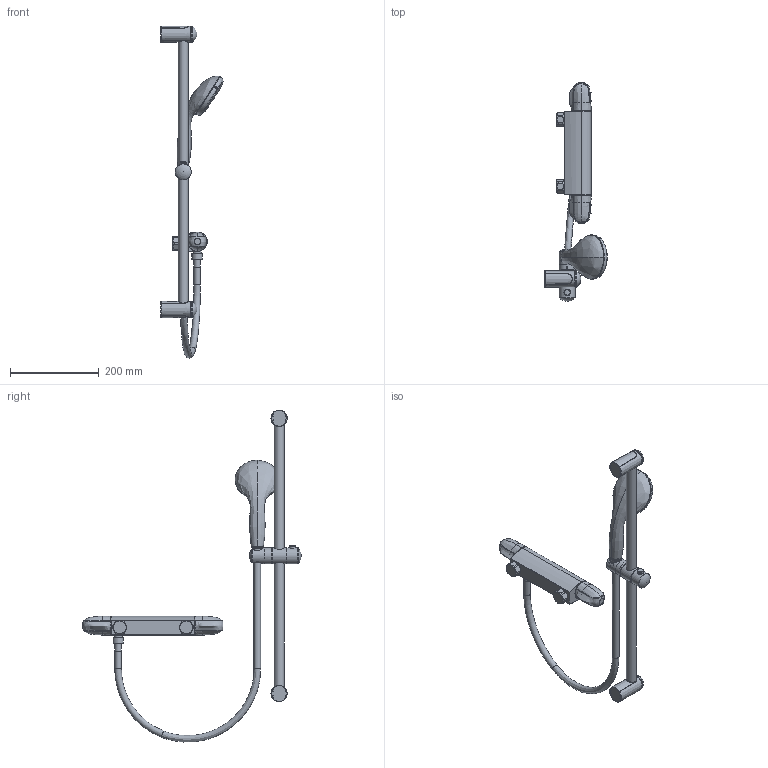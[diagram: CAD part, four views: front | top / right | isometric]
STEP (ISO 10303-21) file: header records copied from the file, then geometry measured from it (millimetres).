
FILE_DESCRIPTION(/* description */ ('Unknown'),/* implementation_level */ '2;1');
FILE_NAME(/* name */ '34152003',/* time_stamp */ '2022-09-02T11:14:12+02:00',/* author */ ('Unknown'),/* organization */ ('GROHE AG'),/* preprocessor_version */ 'ST-DEVELOPER v16.7',/* originating_system */ 'DEX',/* authorisation */ $);
FILE_SCHEMA (('AUTOMOTIVE_DESIGN {1 0 10303 214 3 1 1}'));
Length unit declared in the file: millimetre
Products named in the file (7): 34152003; id11; ALIAS BREP MODEL; DF_REVOL; Housing; REVOLVE#103; trim_sur
Assembly tree (6 placements, depth 2):
  34152003
    id11
    ALIAS BREP MODEL
    DF_REVOL
    Housing
    REVOLVE#103
    trim_sur
Bounding box: 140.54 x 492.06 x 748 mm (x, y, z)
Volume: 0 mm3; surface area: 274365.4 mm2
Topology: 1 solids, 26 shells, 272 faces, 1178 edges, 898 vertices
Faces by surface type: bspline 108, plane 60, cylinder 53, torus 30, cone 14, sphere 7
Full cylindrical faces by diameter (mm): 14.307 x2, 14.998 x3, 18 x1, 19.9 x1, 21.8 x1, 23 x2, 24.706 x1, 27.921 x2, 35.6 x1, 35.719 x2, 35.8 x2, 36 x3, 42 x4, 89.4 x1, 90.2 x1, 99.483 x1
Entity records: 25950 total; most frequent: CARTESIAN_POINT 17202, ORIENTED_EDGE 1595, EDGE_CURVE 1071, DIRECTION 975, VERTEX_POINT 860, B_SPLINE_CURVE_WITH_KNOTS 681, AXIS2_PLACEMENT_3D 414, FACE_BOUND 368
